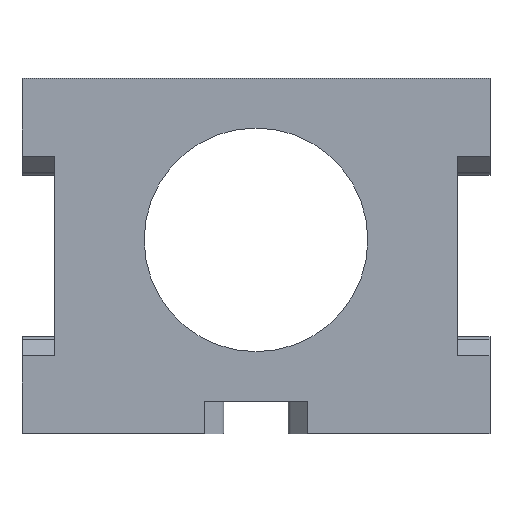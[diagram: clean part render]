
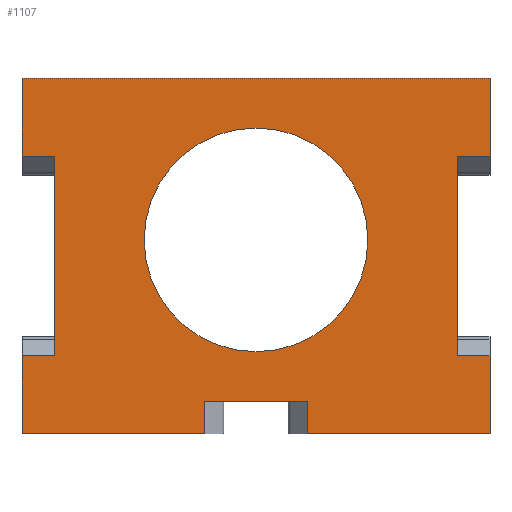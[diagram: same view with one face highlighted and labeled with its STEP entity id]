
A CAD part, front view. The second image highlights one B-rep face of the part: STEP entity #1107.
In plain terms, the highlighted planar face has unit normal (0, -1, 0).
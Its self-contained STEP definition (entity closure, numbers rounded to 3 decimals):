
#14 = CARTESIAN_POINT ( 'NONE',  ( 36.25, 0., -32.5 ) ) ;
#15 = CARTESIAN_POINT ( 'NONE',  ( -14.25, 0., 27.5 ) ) ;
#18 = CIRCLE ( 'NONE', #1280, 17.325 ) ;
#19 = VERTEX_POINT ( 'NONE', #824 ) ;
#47 = CARTESIAN_POINT ( 'NONE',  ( 36.25, 0., -15.45 ) ) ;
#55 = VERTEX_POINT ( 'NONE', #830 ) ;
#56 = LINE ( 'NONE', #612, #984 ) ;
#59 = ORIENTED_EDGE ( 'NONE', *, *, #343, .F. ) ;
#72 = EDGE_CURVE ( 'NONE', #136, #444, #1187, .T. ) ;
#87 = VECTOR ( 'NONE', #509, 1000. ) ;
#112 = DIRECTION ( 'NONE',  ( 0., 0., 1. ) ) ;
#120 = CARTESIAN_POINT ( 'NONE',  ( 7.95, 0., -27.5 ) ) ;
#133 = DIRECTION ( 'NONE',  ( 1., 0., 0. ) ) ;
#135 = CARTESIAN_POINT ( 'NONE',  ( -36.25, 0., 27.5 ) ) ;
#136 = VERTEX_POINT ( 'NONE', #616 ) ;
#146 = PLANE ( 'NONE',  #1397 ) ;
#151 = ORIENTED_EDGE ( 'NONE', *, *, #1487, .F. ) ;
#172 = VERTEX_POINT ( 'NONE', #135 ) ;
#183 = VECTOR ( 'NONE', #908, 1000. ) ;
#211 = VECTOR ( 'NONE', #112, 1000. ) ;
#218 = ORIENTED_EDGE ( 'NONE', *, *, #600, .F. ) ;
#234 = CARTESIAN_POINT ( 'NONE',  ( -7.95, 0., -27.5 ) ) ;
#235 = FACE_OUTER_BOUND ( 'NONE', #839, .T. ) ;
#260 = VECTOR ( 'NONE', #1170, 1000. ) ;
#265 = DIRECTION ( 'NONE',  ( -1., 0., 0. ) ) ;
#266 = DIRECTION ( 'NONE',  ( 0., 1., 0. ) ) ;
#290 = ORIENTED_EDGE ( 'NONE', *, *, #1368, .T. ) ;
#300 = LINE ( 'NONE', #1411, #183 ) ;
#304 = LINE ( 'NONE', #1046, #260 ) ;
#313 = ORIENTED_EDGE ( 'NONE', *, *, #1412, .F. ) ;
#343 = EDGE_CURVE ( 'NONE', #725, #19, #1051, .T. ) ;
#363 = ORIENTED_EDGE ( 'NONE', *, *, #1160, .F. ) ;
#365 = EDGE_LOOP ( 'NONE', ( #290, #420 ) ) ;
#376 = ORIENTED_EDGE ( 'NONE', *, *, #1250, .F. ) ;
#384 = DIRECTION ( 'NONE',  ( 0., 0., 1. ) ) ;
#415 = LINE ( 'NONE', #1218, #87 ) ;
#420 = ORIENTED_EDGE ( 'NONE', *, *, #625, .T. ) ;
#433 = EDGE_CURVE ( 'NONE', #506, #723, #300, .T. ) ;
#435 = DIRECTION ( 'NONE',  ( -1., 0., 0. ) ) ;
#440 = ORIENTED_EDGE ( 'NONE', *, *, #861, .F. ) ;
#444 = VERTEX_POINT ( 'NONE', #954 ) ;
#446 = CARTESIAN_POINT ( 'NONE',  ( -25.25, 0., -27.5 ) ) ;
#450 = FACE_BOUND ( 'NONE', #365, .T. ) ;
#464 = VERTEX_POINT ( 'NONE', #1531 ) ;
#498 = LINE ( 'NONE', #558, #519 ) ;
#504 = LINE ( 'NONE', #1438, #983 ) ;
#506 = VERTEX_POINT ( 'NONE', #598 ) ;
#507 = CARTESIAN_POINT ( 'NONE',  ( 13.75, 0., -27.5 ) ) ;
#509 = DIRECTION ( 'NONE',  ( 0., 0., 1. ) ) ;
#510 = DIRECTION ( 'NONE',  ( 0., 1., 0. ) ) ;
#519 = VECTOR ( 'NONE', #1486, 1000. ) ;
#526 = VERTEX_POINT ( 'NONE', #946 ) ;
#530 = ORIENTED_EDGE ( 'NONE', *, *, #433, .F. ) ;
#555 = CARTESIAN_POINT ( 'NONE',  ( -7.95, 0., -22.5 ) ) ;
#558 = CARTESIAN_POINT ( 'NONE',  ( 36.25, 0., -32.5 ) ) ;
#564 = ORIENTED_EDGE ( 'NONE', *, *, #617, .F. ) ;
#574 = LINE ( 'NONE', #15, #645 ) ;
#575 = DIRECTION ( 'NONE',  ( 0., 0., 1. ) ) ;
#598 = CARTESIAN_POINT ( 'NONE',  ( -36.25, 0., -15.45 ) ) ;
#600 = EDGE_CURVE ( 'NONE', #1088, #1494, #1139, .T. ) ;
#612 = CARTESIAN_POINT ( 'NONE',  ( 13.75, 0., -15.45 ) ) ;
#615 = CARTESIAN_POINT ( 'NONE',  ( -31.25, 0., -15.45 ) ) ;
#616 = CARTESIAN_POINT ( 'NONE',  ( 36.25, 0., 27.5 ) ) ;
#617 = EDGE_CURVE ( 'NONE', #834, #985, #56, .T. ) ;
#623 = VECTOR ( 'NONE', #1249, 1000. ) ;
#625 = EDGE_CURVE ( 'NONE', #832, #526, #1119, .T. ) ;
#645 = VECTOR ( 'NONE', #1454, 1000. ) ;
#655 = ORIENTED_EDGE ( 'NONE', *, *, #991, .F. ) ;
#694 = CARTESIAN_POINT ( 'NONE',  ( -7.95, 0., -27.5 ) ) ;
#702 = ORIENTED_EDGE ( 'NONE', *, *, #1047, .F. ) ;
#715 = DIRECTION ( 'NONE',  ( 0., 0., -1. ) ) ;
#718 = ORIENTED_EDGE ( 'NONE', *, *, #941, .F. ) ;
#721 = LINE ( 'NONE', #694, #966 ) ;
#723 = VERTEX_POINT ( 'NONE', #615 ) ;
#725 = VERTEX_POINT ( 'NONE', #234 ) ;
#753 = CARTESIAN_POINT ( 'NONE',  ( 13.75, 0., 15.45 ) ) ;
#787 = CARTESIAN_POINT ( 'NONE',  ( 36.25, 0., -27.5 ) ) ;
#796 = ORIENTED_EDGE ( 'NONE', *, *, #72, .F. ) ;
#803 = VECTOR ( 'NONE', #575, 1000. ) ;
#824 = CARTESIAN_POINT ( 'NONE',  ( -36.25, 0., -27.5 ) ) ;
#828 = LINE ( 'NONE', #1231, #930 ) ;
#830 = CARTESIAN_POINT ( 'NONE',  ( -36.25, 0., 15.45 ) ) ;
#832 = VERTEX_POINT ( 'NONE', #1340 ) ;
#834 = VERTEX_POINT ( 'NONE', #999 ) ;
#839 = EDGE_LOOP ( 'NONE', ( #376, #530, #702, #59, #363, #1423, #218, #655, #718, #564, #1541, #313, #796, #1064, #151, #440 ) ) ;
#856 = CARTESIAN_POINT ( 'NONE',  ( 0., 0., 2.5 ) ) ;
#861 = EDGE_CURVE ( 'NONE', #1318, #55, #1259, .T. ) ;
#878 = CARTESIAN_POINT ( 'NONE',  ( 7.95, 0., -22.5 ) ) ;
#880 = VERTEX_POINT ( 'NONE', #787 ) ;
#893 = AXIS2_PLACEMENT_3D ( 'NONE', #856, #510, #715 ) ;
#908 = DIRECTION ( 'NONE',  ( 1., 0., 0. ) ) ;
#915 = VERTEX_POINT ( 'NONE', #555 ) ;
#923 = VECTOR ( 'NONE', #265, 1000. ) ;
#930 = VECTOR ( 'NONE', #1482, 1000. ) ;
#941 = EDGE_CURVE ( 'NONE', #985, #880, #498, .T. ) ;
#942 = DIRECTION ( 'NONE',  ( 0., 0., -1. ) ) ;
#946 = CARTESIAN_POINT ( 'NONE',  ( 0., 0., -14.825 ) ) ;
#954 = CARTESIAN_POINT ( 'NONE',  ( 36.25, 0., 15.45 ) ) ;
#966 = VECTOR ( 'NONE', #942, 1000. ) ;
#983 = VECTOR ( 'NONE', #1103, 1000. ) ;
#984 = VECTOR ( 'NONE', #133, 1000. ) ;
#985 = VERTEX_POINT ( 'NONE', #47 ) ;
#991 = EDGE_CURVE ( 'NONE', #880, #1088, #304, .T. ) ;
#998 = LINE ( 'NONE', #1284, #803 ) ;
#999 = CARTESIAN_POINT ( 'NONE',  ( 31.25, 0., -15.45 ) ) ;
#1046 = CARTESIAN_POINT ( 'NONE',  ( -25.25, 0., -27.5 ) ) ;
#1047 = EDGE_CURVE ( 'NONE', #19, #506, #998, .T. ) ;
#1051 = LINE ( 'NONE', #446, #1550 ) ;
#1064 = ORIENTED_EDGE ( 'NONE', *, *, #1295, .F. ) ;
#1081 = CARTESIAN_POINT ( 'NONE',  ( -31.25, 0., 12.5 ) ) ;
#1088 = VERTEX_POINT ( 'NONE', #1483 ) ;
#1103 = DIRECTION ( 'NONE',  ( -1., 0., 0. ) ) ;
#1106 = EDGE_CURVE ( 'NONE', #1494, #915, #1389, .T. ) ;
#1107 = ADVANCED_FACE ( 'NONE', ( #235, #450 ), #146, .F. ) ;
#1109 = DIRECTION ( 'NONE',  ( 0., 1., 0. ) ) ;
#1119 = CIRCLE ( 'NONE', #893, 17.325 ) ;
#1139 = LINE ( 'NONE', #120, #211 ) ;
#1146 = VECTOR ( 'NONE', #1415, 1000. ) ;
#1160 = EDGE_CURVE ( 'NONE', #915, #725, #721, .T. ) ;
#1170 = DIRECTION ( 'NONE',  ( -1., 0., 0. ) ) ;
#1187 = LINE ( 'NONE', #14, #1398 ) ;
#1218 = CARTESIAN_POINT ( 'NONE',  ( 31.25, 0., 12.5 ) ) ;
#1220 = CARTESIAN_POINT ( 'NONE',  ( 0., 0., -22.5 ) ) ;
#1231 = CARTESIAN_POINT ( 'NONE',  ( -36.25, 0., -32.5 ) ) ;
#1249 = DIRECTION ( 'NONE',  ( -1., 0., 0. ) ) ;
#1250 = EDGE_CURVE ( 'NONE', #723, #1318, #1275, .T. ) ;
#1259 = LINE ( 'NONE', #753, #623 ) ;
#1275 = LINE ( 'NONE', #1081, #1146 ) ;
#1280 = AXIS2_PLACEMENT_3D ( 'NONE', #1315, #1109, #1308 ) ;
#1284 = CARTESIAN_POINT ( 'NONE',  ( -36.25, 0., -32.5 ) ) ;
#1295 = EDGE_CURVE ( 'NONE', #172, #136, #574, .T. ) ;
#1308 = DIRECTION ( 'NONE',  ( 0., 0., -1. ) ) ;
#1315 = CARTESIAN_POINT ( 'NONE',  ( 0., 0., 2.5 ) ) ;
#1318 = VERTEX_POINT ( 'NONE', #1556 ) ;
#1340 = CARTESIAN_POINT ( 'NONE',  ( 0., 0., 19.825 ) ) ;
#1368 = EDGE_CURVE ( 'NONE', #526, #832, #18, .T. ) ;
#1389 = LINE ( 'NONE', #1220, #923 ) ;
#1397 = AXIS2_PLACEMENT_3D ( 'NONE', #507, #266, #384 ) ;
#1398 = VECTOR ( 'NONE', #1552, 1000. ) ;
#1411 = CARTESIAN_POINT ( 'NONE',  ( 13.75, 0., -15.45 ) ) ;
#1412 = EDGE_CURVE ( 'NONE', #444, #464, #504, .T. ) ;
#1415 = DIRECTION ( 'NONE',  ( 0., 0., 1. ) ) ;
#1423 = ORIENTED_EDGE ( 'NONE', *, *, #1106, .F. ) ;
#1424 = EDGE_CURVE ( 'NONE', #834, #464, #415, .T. ) ;
#1438 = CARTESIAN_POINT ( 'NONE',  ( 13.75, 0., 15.45 ) ) ;
#1454 = DIRECTION ( 'NONE',  ( 1., 0., 0. ) ) ;
#1482 = DIRECTION ( 'NONE',  ( 0., 0., 1. ) ) ;
#1483 = CARTESIAN_POINT ( 'NONE',  ( 7.95, 0., -27.5 ) ) ;
#1486 = DIRECTION ( 'NONE',  ( 0., 0., -1. ) ) ;
#1487 = EDGE_CURVE ( 'NONE', #55, #172, #828, .T. ) ;
#1494 = VERTEX_POINT ( 'NONE', #878 ) ;
#1531 = CARTESIAN_POINT ( 'NONE',  ( 31.25, 0., 15.45 ) ) ;
#1541 = ORIENTED_EDGE ( 'NONE', *, *, #1424, .T. ) ;
#1550 = VECTOR ( 'NONE', #435, 1000. ) ;
#1552 = DIRECTION ( 'NONE',  ( 0., 0., -1. ) ) ;
#1556 = CARTESIAN_POINT ( 'NONE',  ( -31.25, 0., 15.45 ) ) ;
